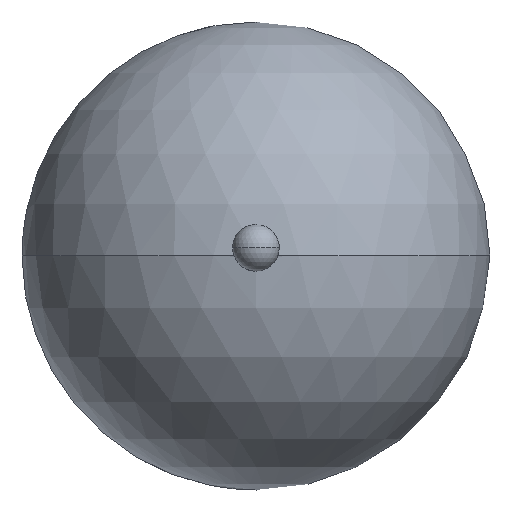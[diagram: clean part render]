
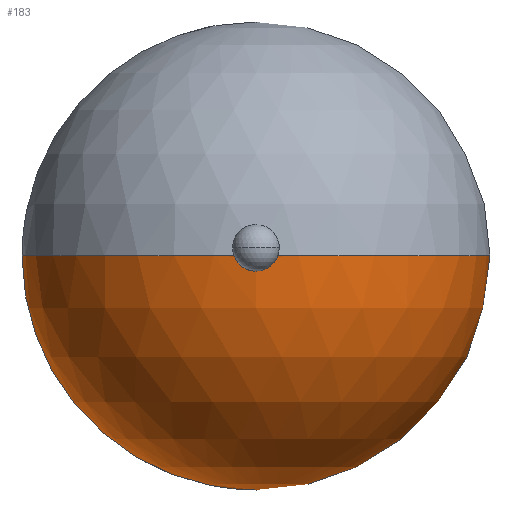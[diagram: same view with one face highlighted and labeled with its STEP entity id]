
A CAD part, top view. The second image highlights one B-rep face of the part: STEP entity #183.
In plain terms, the highlighted spherical face has radius 50 mm.
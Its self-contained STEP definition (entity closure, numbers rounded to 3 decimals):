
#4 = AXIS2_PLACEMENT_3D ( 'NONE', #196, #48, #84 ) ;
#16 = CARTESIAN_POINT ( 'NONE',  ( 0., 0., 49.997 ) ) ;
#26 = ORIENTED_EDGE ( 'NONE', *, *, #56, .F. ) ;
#30 = DIRECTION ( 'NONE',  ( 0., -1., 0. ) ) ;
#37 = DIRECTION ( 'NONE',  ( 0., 1., 0. ) ) ;
#46 = CARTESIAN_POINT ( 'NONE',  ( 0., 0., 0. ) ) ;
#48 = DIRECTION ( 'NONE',  ( 0., -1., 0. ) ) ;
#56 = EDGE_CURVE ( 'NONE', #191, #132, #184, .T. ) ;
#63 = EDGE_LOOP ( 'NONE', ( #26, #106, #81 ) ) ;
#70 = AXIS2_PLACEMENT_3D ( 'NONE', #176, #37, #187 ) ;
#71 = EDGE_CURVE ( 'NONE', #209, #132, #133, .T. ) ;
#81 = ORIENTED_EDGE ( 'NONE', *, *, #71, .T. ) ;
#84 = DIRECTION ( 'NONE',  ( -1., 0., 0. ) ) ;
#99 = CARTESIAN_POINT ( 'NONE',  ( 0.5, 0., 49.997 ) ) ;
#100 = SPHERICAL_SURFACE ( 'NONE', #4, 50. ) ;
#106 = ORIENTED_EDGE ( 'NONE', *, *, #204, .T. ) ;
#112 = DIRECTION ( 'NONE',  ( 1., 0., 0. ) ) ;
#127 = AXIS2_PLACEMENT_3D ( 'NONE', #16, #173, #205 ) ;
#132 = VERTEX_POINT ( 'NONE', #138 ) ;
#133 = CIRCLE ( 'NONE', #127, 0.5 ) ;
#138 = CARTESIAN_POINT ( 'NONE',  ( -0.5, 0., 49.997 ) ) ;
#162 = CIRCLE ( 'NONE', #181, 50. ) ;
#173 = DIRECTION ( 'NONE',  ( 0., 0., -1. ) ) ;
#176 = CARTESIAN_POINT ( 'NONE',  ( 0., 0., 0. ) ) ;
#181 = AXIS2_PLACEMENT_3D ( 'NONE', #46, #30, #112 ) ;
#182 = FACE_OUTER_BOUND ( 'NONE', #63, .T. ) ;
#183 = ADVANCED_FACE ( 'NONE', ( #182 ), #100, .T. ) ;
#184 = CIRCLE ( 'NONE', #70, 50. ) ;
#187 = DIRECTION ( 'NONE',  ( 0., 0., 1. ) ) ;
#191 = VERTEX_POINT ( 'NONE', #214 ) ;
#196 = CARTESIAN_POINT ( 'NONE',  ( 0., 0., 0. ) ) ;
#204 = EDGE_CURVE ( 'NONE', #191, #209, #162, .T. ) ;
#205 = DIRECTION ( 'NONE',  ( -1., 0., 0. ) ) ;
#209 = VERTEX_POINT ( 'NONE', #99 ) ;
#214 = CARTESIAN_POINT ( 'NONE',  ( 0., 0., -50. ) ) ;
